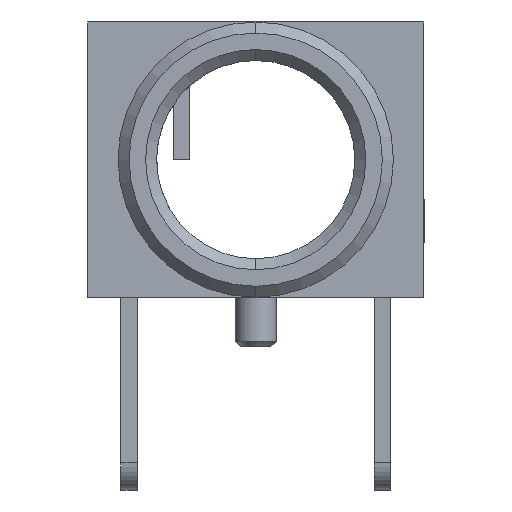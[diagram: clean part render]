
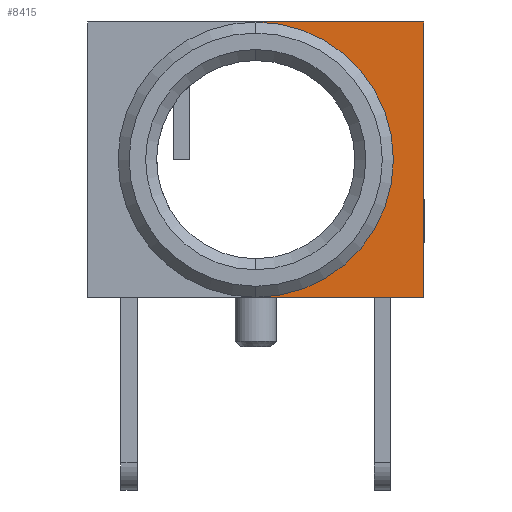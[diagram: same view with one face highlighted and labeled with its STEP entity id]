
A CAD part, left-side view. The second image highlights one B-rep face of the part: STEP entity #8415.
In plain terms, the highlighted planar face has unit normal (-1, 0, 0).
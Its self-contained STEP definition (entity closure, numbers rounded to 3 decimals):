
#40 = VECTOR ( 'NONE', #2560, 1000. ) ;
#114 = DIRECTION ( 'NONE',  ( 0., 0., -1. ) ) ;
#457 = DIRECTION ( 'NONE',  ( 0., 0., -1. ) ) ;
#1173 = VERTEX_POINT ( 'NONE', #8300 ) ;
#1670 = ORIENTED_EDGE ( 'NONE', *, *, #3682, .F. ) ;
#1915 = CARTESIAN_POINT ( 'NONE',  ( -5.05, 0., 0. ) ) ;
#2505 = EDGE_CURVE ( 'NONE', #15412, #1173, #12899, .T. ) ;
#2560 = DIRECTION ( 'NONE',  ( 0., -1., 0. ) ) ;
#2603 = EDGE_LOOP ( 'NONE', ( #9735, #14358, #1670, #6783 ) ) ;
#3682 = EDGE_CURVE ( 'NONE', #12388, #8349, #12481, .T. ) ;
#3888 = CARTESIAN_POINT ( 'NONE',  ( -5.05, -3.05, 2.5 ) ) ;
#4228 = AXIS2_PLACEMENT_3D ( 'NONE', #1915, #6900, #457 ) ;
#4450 = LINE ( 'NONE', #14312, #13909 ) ;
#4776 = DIRECTION ( 'NONE',  ( 0., 0., 1. ) ) ;
#6336 = CARTESIAN_POINT ( 'NONE',  ( -5.05, 3.05, 2.5 ) ) ;
#6783 = ORIENTED_EDGE ( 'NONE', *, *, #7486, .F. ) ;
#6900 = DIRECTION ( 'NONE',  ( -1., 0., 0. ) ) ;
#7128 = EDGE_CURVE ( 'NONE', #15412, #8349, #7738, .T. ) ;
#7486 = EDGE_CURVE ( 'NONE', #1173, #12388, #4450, .T. ) ;
#7738 = LINE ( 'NONE', #9946, #40 ) ;
#8300 = CARTESIAN_POINT ( 'NONE',  ( -5.05, 0., 2.5 ) ) ;
#8349 = VERTEX_POINT ( 'NONE', #9550 ) ;
#8415 = ADVANCED_FACE ( 'NONE', ( #8659 ), #12334, .F. ) ;
#8659 = FACE_OUTER_BOUND ( 'NONE', #2603, .T. ) ;
#9550 = CARTESIAN_POINT ( 'NONE',  ( -5.05, -3.05, -2.5 ) ) ;
#9735 = ORIENTED_EDGE ( 'NONE', *, *, #2505, .F. ) ;
#9796 = AXIS2_PLACEMENT_3D ( 'NONE', #6336, #14950, #4776 ) ;
#9946 = CARTESIAN_POINT ( 'NONE',  ( -5.05, 3.05, -2.5 ) ) ;
#10190 = CARTESIAN_POINT ( 'NONE',  ( -5.05, -3.05, 2.5 ) ) ;
#10901 = VECTOR ( 'NONE', #114, 1000. ) ;
#12027 = DIRECTION ( 'NONE',  ( 0., -1., 0. ) ) ;
#12334 = PLANE ( 'NONE',  #9796 ) ;
#12388 = VERTEX_POINT ( 'NONE', #3888 ) ;
#12481 = LINE ( 'NONE', #10190, #10901 ) ;
#12899 = CIRCLE ( 'NONE', #4228, 2.5 ) ;
#13909 = VECTOR ( 'NONE', #12027, 1000. ) ;
#14312 = CARTESIAN_POINT ( 'NONE',  ( -5.05, 3.05, 2.5 ) ) ;
#14358 = ORIENTED_EDGE ( 'NONE', *, *, #7128, .T. ) ;
#14950 = DIRECTION ( 'NONE',  ( 1., 0., 0. ) ) ;
#15412 = VERTEX_POINT ( 'NONE', #15995 ) ;
#15995 = CARTESIAN_POINT ( 'NONE',  ( -5.05, 0., -2.5 ) ) ;
